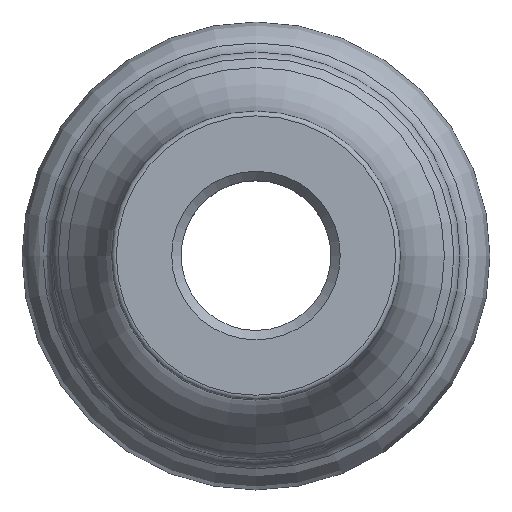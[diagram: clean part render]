
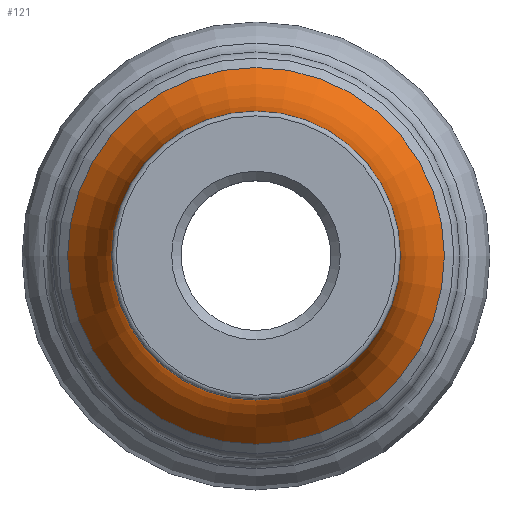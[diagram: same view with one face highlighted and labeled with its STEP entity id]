
A CAD part, top view. The second image highlights one B-rep face of the part: STEP entity #121.
In plain terms, the highlighted toroidal (fillet/blend) face has major radius 62.922 mm and minor radius 32.072 mm.
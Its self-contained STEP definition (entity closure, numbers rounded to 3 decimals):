
#121=ADVANCED_FACE('',(#157,#158),#147,.F.);
#147=TOROIDAL_SURFACE('',#498,62.922,32.072);
#157=FACE_BOUND('',#208,.T.);
#158=FACE_BOUND('',#209,.T.);
#208=EDGE_LOOP('',(#258));
#209=EDGE_LOOP('',(#259));
#258=ORIENTED_EDGE('',*,*,#334,.F.);
#259=ORIENTED_EDGE('',*,*,#335,.T.);
#308=VERTEX_POINT('',#699);
#309=VERTEX_POINT('',#701);
#334=EDGE_CURVE('',#308,#308,#359,.T.);
#335=EDGE_CURVE('',#309,#309,#360,.T.);
#359=CIRCLE('',#496,40.253);
#360=CIRCLE('',#497,30.85);
#496=AXIS2_PLACEMENT_3D('',#698,#569,#570);
#497=AXIS2_PLACEMENT_3D('',#700,#571,#572);
#498=AXIS2_PLACEMENT_3D('',#702,#573,#574);
#569=DIRECTION('',(0.,0.,-1.));
#570=DIRECTION('',(0.,-1.,0.));
#571=DIRECTION('',(0.,0.,-1.));
#572=DIRECTION('',(0.,-1.,0.));
#573=DIRECTION('',(0.,0.,-1.));
#574=DIRECTION('',(0.,1.,0.));
#698=CARTESIAN_POINT('',(0.,0.,-37.594));
#699=CARTESIAN_POINT('',(0.,-40.253,-37.594));
#700=CARTESIAN_POINT('',(0.,0.,-14.907));
#701=CARTESIAN_POINT('',(0.,-30.85,-14.907));
#702=CARTESIAN_POINT('',(0.,0.,-14.907));
